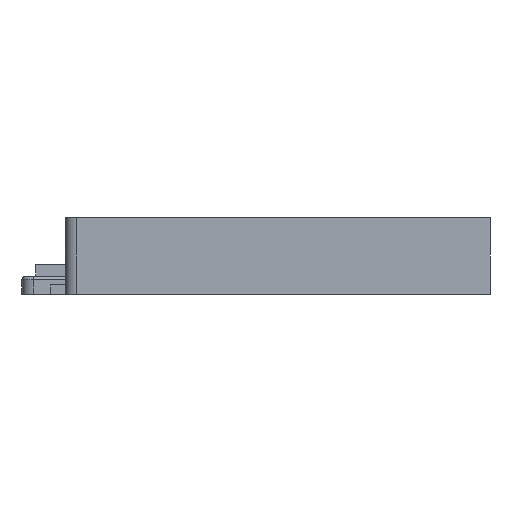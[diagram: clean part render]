
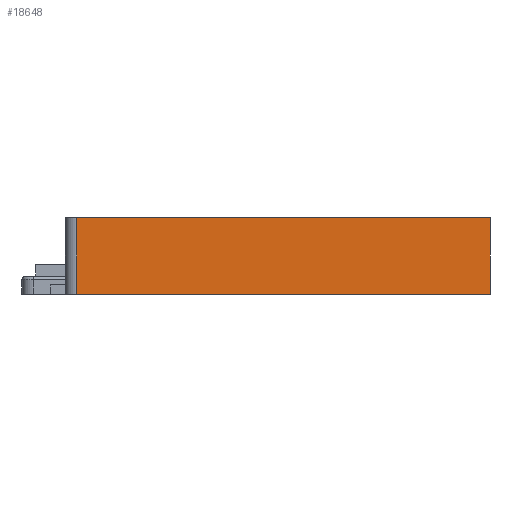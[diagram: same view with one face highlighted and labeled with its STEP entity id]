
A CAD part, left-side view. The second image highlights one B-rep face of the part: STEP entity #18648.
In plain terms, the highlighted planar face has unit normal (-1, 0, 0).
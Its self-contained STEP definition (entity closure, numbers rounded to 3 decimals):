
#2385=FACE_OUTER_BOUND('',#3531,.T.);
#3531=EDGE_LOOP('',(#12960,#12961,#12962,#12963));
#4612=LINE('',#23488,#6139);
#4635=LINE('',#23561,#6162);
#4650=LINE('',#23599,#6177);
#4651=LINE('',#23601,#6178);
#6139=VECTOR('',#20752,10.);
#6162=VECTOR('',#20821,10.);
#6177=VECTOR('',#20864,10.);
#6178=VECTOR('',#20867,10.);
#7716=VERTEX_POINT('',#23485);
#7717=VERTEX_POINT('',#23487);
#7743=VERTEX_POINT('',#23557);
#7753=VERTEX_POINT('',#23597);
#9727=EDGE_CURVE('',#7716,#7717,#4612,.T.);
#9764=EDGE_CURVE('',#7717,#7743,#4635,.T.);
#9783=EDGE_CURVE('',#7716,#7753,#4650,.T.);
#9784=EDGE_CURVE('',#7743,#7753,#4651,.T.);
#12960=ORIENTED_EDGE('',*,*,#9764,.F.);
#12961=ORIENTED_EDGE('',*,*,#9727,.F.);
#12962=ORIENTED_EDGE('',*,*,#9783,.T.);
#12963=ORIENTED_EDGE('',*,*,#9784,.F.);
#18238=PLANE('',#19842);
#18648=ADVANCED_FACE('',(#2385),#18238,.T.);
#19842=AXIS2_PLACEMENT_3D('',#23600,#20865,#20866);
#20752=DIRECTION('',(0.,1.,0.));
#20821=DIRECTION('',(0.,0.,1.));
#20864=DIRECTION('',(0.,0.,1.));
#20865=DIRECTION('center_axis',(-1.,0.,0.));
#20866=DIRECTION('ref_axis',(0.,-1.,0.));
#20867=DIRECTION('',(0.,-1.,0.));
#23485=CARTESIAN_POINT('',(-47.75,-36.,0.));
#23487=CARTESIAN_POINT('',(-47.75,34.,0.));
#23488=CARTESIAN_POINT('',(-47.75,-36.,0.));
#23557=CARTESIAN_POINT('',(-47.75,34.,13.));
#23561=CARTESIAN_POINT('',(-47.75,34.,0.));
#23597=CARTESIAN_POINT('',(-47.75,-36.,13.));
#23599=CARTESIAN_POINT('',(-47.75,-36.,0.));
#23600=CARTESIAN_POINT('Origin',(-47.75,36.,0.));
#23601=CARTESIAN_POINT('',(-47.75,-36.,13.));
